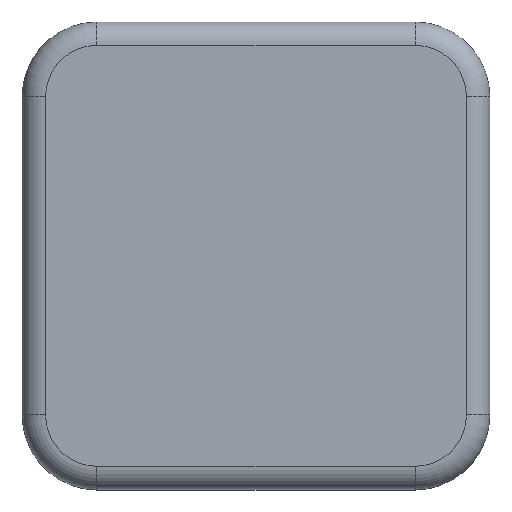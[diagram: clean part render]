
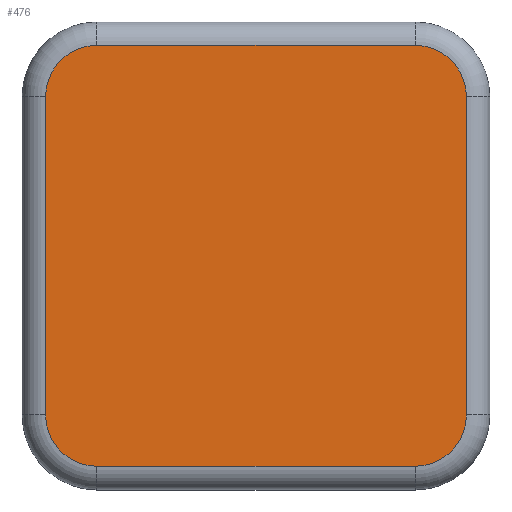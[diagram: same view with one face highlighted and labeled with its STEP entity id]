
A CAD part, top view. The second image highlights one B-rep face of the part: STEP entity #476.
In plain terms, the highlighted planar face has unit normal (0, 0, 1).
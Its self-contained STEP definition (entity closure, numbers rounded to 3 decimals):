
#185 = VERTEX_POINT('',#186);
#186 = CARTESIAN_POINT('',(-5.625,-4.25,5.));
#193 = EDGE_CURVE('',#185,#194,#196,.T.);
#194 = VERTEX_POINT('',#195);
#195 = CARTESIAN_POINT('',(-5.625,4.25,5.));
#196 = LINE('',#197,#198);
#197 = CARTESIAN_POINT('',(-5.625,-4.25,5.));
#198 = VECTOR('',#199,1.);
#199 = DIRECTION('',(0.,1.,0.));
#455 = VERTEX_POINT('',#456);
#456 = CARTESIAN_POINT('',(-4.25,-5.625,5.));
#465 = EDGE_CURVE('',#455,#185,#466,.T.);
#466 = CIRCLE('',#467,1.375);
#467 = AXIS2_PLACEMENT_3D('',#468,#469,#470);
#468 = CARTESIAN_POINT('',(-4.25,-4.25,5.));
#469 = DIRECTION('',(-0.,0.,-1.));
#470 = DIRECTION('',(0.,-1.,0.));
#476 = ADVANCED_FACE('',(#477),#530,.T.);
#477 = FACE_BOUND('',#478,.T.);
#478 = EDGE_LOOP('',(#479,#480,#481,#489,#498,#506,#515,#523));
#479 = ORIENTED_EDGE('',*,*,#193,.F.);
#480 = ORIENTED_EDGE('',*,*,#465,.F.);
#481 = ORIENTED_EDGE('',*,*,#482,.F.);
#482 = EDGE_CURVE('',#483,#455,#485,.T.);
#483 = VERTEX_POINT('',#484);
#484 = CARTESIAN_POINT('',(4.25,-5.625,5.));
#485 = LINE('',#486,#487);
#486 = CARTESIAN_POINT('',(4.25,-5.625,5.));
#487 = VECTOR('',#488,1.);
#488 = DIRECTION('',(-1.,-0.,-0.));
#489 = ORIENTED_EDGE('',*,*,#490,.F.);
#490 = EDGE_CURVE('',#491,#483,#493,.T.);
#491 = VERTEX_POINT('',#492);
#492 = CARTESIAN_POINT('',(5.625,-4.25,5.));
#493 = CIRCLE('',#494,1.375);
#494 = AXIS2_PLACEMENT_3D('',#495,#496,#497);
#495 = CARTESIAN_POINT('',(4.25,-4.25,5.));
#496 = DIRECTION('',(0.,0.,-1.));
#497 = DIRECTION('',(1.,0.,0.));
#498 = ORIENTED_EDGE('',*,*,#499,.F.);
#499 = EDGE_CURVE('',#500,#491,#502,.T.);
#500 = VERTEX_POINT('',#501);
#501 = CARTESIAN_POINT('',(5.625,4.25,5.));
#502 = LINE('',#503,#504);
#503 = CARTESIAN_POINT('',(5.625,4.25,5.));
#504 = VECTOR('',#505,1.);
#505 = DIRECTION('',(-0.,-1.,-0.));
#506 = ORIENTED_EDGE('',*,*,#507,.F.);
#507 = EDGE_CURVE('',#508,#500,#510,.T.);
#508 = VERTEX_POINT('',#509);
#509 = CARTESIAN_POINT('',(4.25,5.625,5.));
#510 = CIRCLE('',#511,1.375);
#511 = AXIS2_PLACEMENT_3D('',#512,#513,#514);
#512 = CARTESIAN_POINT('',(4.25,4.25,5.));
#513 = DIRECTION('',(0.,0.,-1.));
#514 = DIRECTION('',(0.,1.,0.));
#515 = ORIENTED_EDGE('',*,*,#516,.F.);
#516 = EDGE_CURVE('',#517,#508,#519,.T.);
#517 = VERTEX_POINT('',#518);
#518 = CARTESIAN_POINT('',(-4.25,5.625,5.));
#519 = LINE('',#520,#521);
#520 = CARTESIAN_POINT('',(-4.25,5.625,5.));
#521 = VECTOR('',#522,1.);
#522 = DIRECTION('',(1.,0.,0.));
#523 = ORIENTED_EDGE('',*,*,#524,.F.);
#524 = EDGE_CURVE('',#194,#517,#525,.T.);
#525 = CIRCLE('',#526,1.375);
#526 = AXIS2_PLACEMENT_3D('',#527,#528,#529);
#527 = CARTESIAN_POINT('',(-4.25,4.25,5.));
#528 = DIRECTION('',(0.,0.,-1.));
#529 = DIRECTION('',(-1.,0.,0.));
#530 = PLANE('',#531);
#531 = AXIS2_PLACEMENT_3D('',#532,#533,#534);
#532 = CARTESIAN_POINT('',(-6.25,-6.25,5.));
#533 = DIRECTION('',(0.,0.,1.));
#534 = DIRECTION('',(1.,0.,0.));
